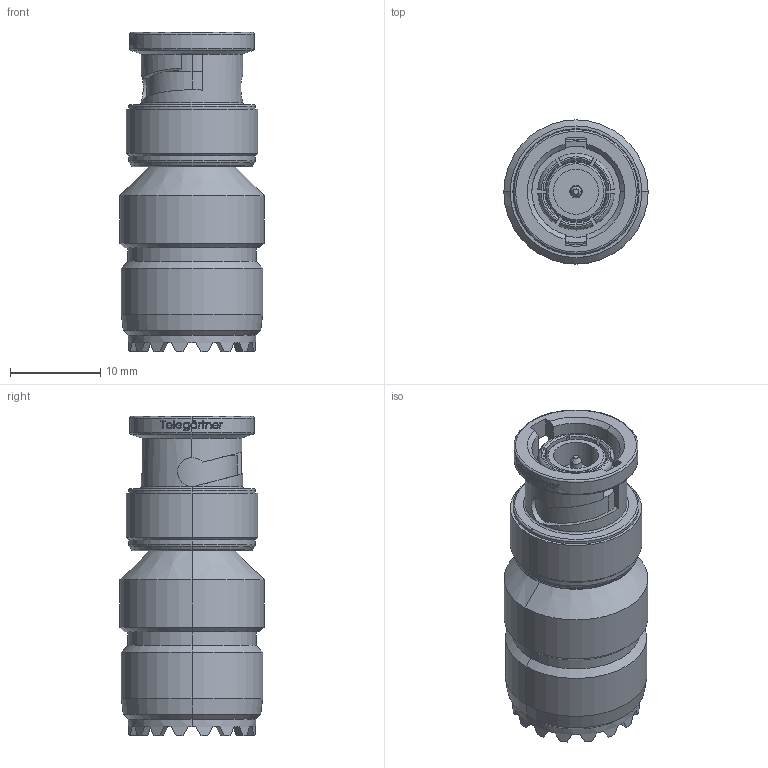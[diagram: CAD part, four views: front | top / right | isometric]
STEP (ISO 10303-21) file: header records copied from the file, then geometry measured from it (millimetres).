
FILE_DESCRIPTION (( 'STEP AP214' ), '1' );
FILE_NAME ('J01008A0803.STEP', '2018-02-28T14:49:55', ( '' ), ( '' ), 'SwSTEP 2.0', 'SolidWorks 2017', '' );
FILE_SCHEMA (( 'AUTOMOTIVE_DESIGN' ));
Length unit declared in the file: millimetre
Products named in the file (1): J01008A0803
Bounding box: 16 x 16 x 35.4 mm (x, y, z)
Volume: 5124.4 mm3; surface area: 2809.4 mm2
Topology: 1 solids, 1 shells, 400 faces, 1050 edges, 684 vertices
Faces by surface type: plane 177, cylinder 85, bspline 78, cone 42, torus 18
Entity records: 19600 total; most frequent: CARTESIAN_POINT 6096, ORIENTED_EDGE 2100, DIRECTION 1665, EDGE_CURVE 1050, VERTEX_POINT 684, AXIS2_PLACEMENT_3D 610, LINE 445, VECTOR 445
